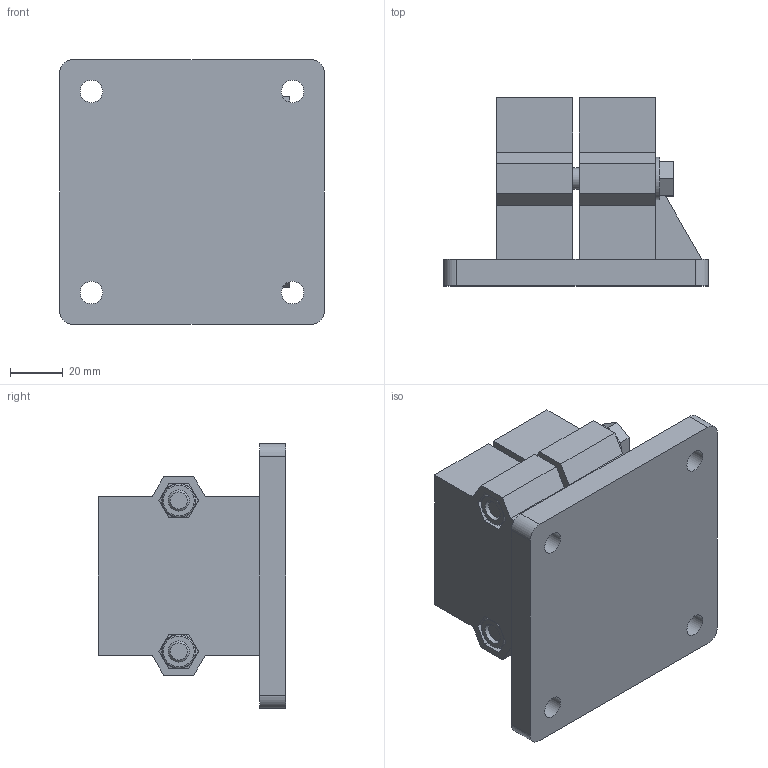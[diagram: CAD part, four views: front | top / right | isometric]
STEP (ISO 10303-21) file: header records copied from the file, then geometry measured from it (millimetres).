
FILE_DESCRIPTION( ( 'STEP AP214' ), '1' );
FILE_NAME( 'K0478.5240.stp', '2020-12-08T09:54:59', ( '' ), ( '' ), ' ', 'PARTsolutions', ' ' );
FILE_SCHEMA( ( 'AUTOMOTIVE_DESIGN { 1 0 10303 214 1 1 1 1 }' ) );
Length unit declared in the file: millimetre
Products named in the file (1): _K0478.5240
Bounding box: 100 x 71 x 100 mm (x, y, z)
Volume: 232789.7 mm3; surface area: 54970.8 mm2
Topology: 1 solids, 1 shells, 148 faces, 392 edges, 256 vertices
Faces by surface type: plane 90, cylinder 28, cone 26, torus 4
Full cylindrical faces by diameter (mm): 8 x4, 8.5 x4, 12.6 x2, 16 x2
Entity records: 5730 total; most frequent: CARTESIAN_POINT 947, ORIENTED_EDGE 740, DIRECTION 704, EDGE_CURVE 370, VERTEX_POINT 252, LINE 238, VECTOR 238, AXIS2_PLACEMENT_3D 233
